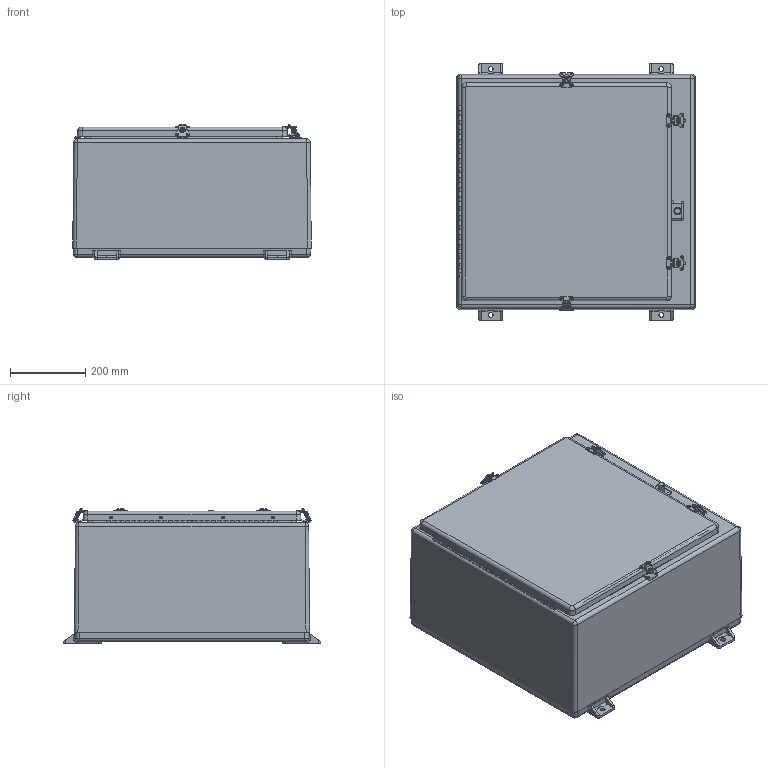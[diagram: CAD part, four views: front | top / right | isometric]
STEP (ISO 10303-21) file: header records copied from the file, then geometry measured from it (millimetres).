
FILE_DESCRIPTION(/* description */ (''),/* implementation_level */ '2;1');
FILE_NAME(/* name */ 'HW-N4X242412CH.stp',/* time_stamp */ '2014-03-14T06:26:19-05:00',/* author */ ('pmescher'),/* organization */ (''),/* preprocessor_version */ 'ST-DEVELOPER v15.2',/* originating_system */ 'Autodesk Inventor 2014',/* authorisation */ '');
FILE_SCHEMA (('AUTOMOTIVE_DESIGN { 1 0 10303 214 3 1 1 }'));
Length unit declared in the file: inch
Products named in the file (26): WPN242412SHWT; WPN2424B; WPN242412HWTPCVR; N242412G; WPN2424HWU; 10-24 X 0.375 DP BRASS INSERT; LL150  LATCH KEEPER PAD; LL150 LATCH RIVET PIN; LL150 KEEPER PAD ASSEMBLY; LL150 LATCH CAM; LL150 LATCH WING; LL150 LATCH BASE; LL150 LATCH HINGE PIN; N SERIES LL150 LATCH; WT150 LATCH BASE; N SERIES WT LL150 LATCH; HASP; HASP INSERT; HASP SCREW; HASP ASSEMBLY; SS HINGE PIN (18); SS HINGE COVER (18); SS HINGE BASE  (18); 0.13 RIVET PIN; 18; N242412HWT_STP
Bounding box: 634.51 x 685.8 x 361.71 mm (x, y, z)
Volume: 8946714.9 mm3; surface area: 3739956 mm2
Topology: 56 solids, 56 shells, 1475 faces, 3589 edges, 2207 vertices
Faces by surface type: cylinder 590, plane 564, torus 159, bspline 60, sphere 58, cone 44
Full cylindrical faces by diameter (mm): 1.587 x16, 1.651 x8, 3.175 x37, 3.302 x48, 3.429 x8, 3.5 x8, 3.556 x16, 3.683 x2, 3.969 x8, 4.762 x8, 5.08 x8, 5.105 x1, 5.11 x1, 6.35 x1, 7.137 x6, 7.544 x8, 8.64 x2, 10.312 x1, 12.954 x2, 12.959 x2, 14.3 x4
Entity records: 28202 total; most frequent: CARTESIAN_POINT 6837, DIRECTION 4590, ORIENTED_EDGE 3994, EDGE_CURVE 1997, AXIS2_PLACEMENT_3D 1761, VERTEX_POINT 1340, EDGE_LOOP 1207, LINE 1068
